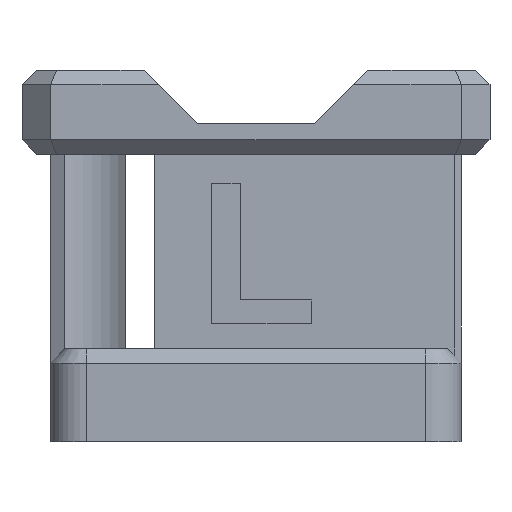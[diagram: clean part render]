
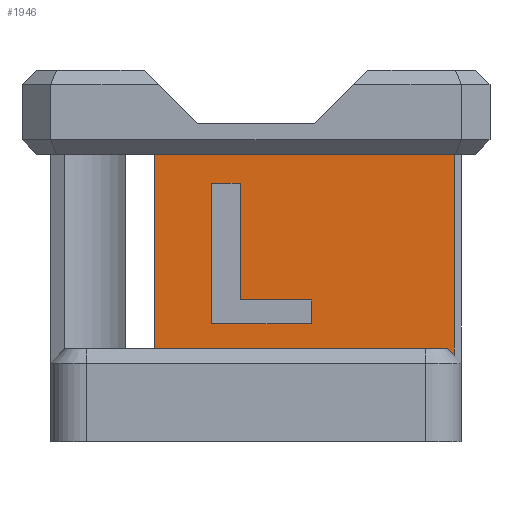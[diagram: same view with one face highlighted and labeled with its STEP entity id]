
A CAD part, left-side view. The second image highlights one B-rep face of the part: STEP entity #1946.
In plain terms, the highlighted planar face has unit normal (-1, 0, 0).
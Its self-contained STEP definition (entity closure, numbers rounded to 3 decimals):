
#57=FACE_BOUND('',#297,.T.);
#179=FACE_OUTER_BOUND('',#296,.T.);
#296=EDGE_LOOP('',(#1619,#1620,#1621,#1622,#1623));
#297=EDGE_LOOP('',(#1624,#1625,#1626,#1627,#1628,#1629));
#340=LINE('',#2678,#567);
#344=LINE('',#2686,#571);
#347=LINE('',#2692,#574);
#350=LINE('',#2698,#577);
#353=LINE('',#2704,#580);
#356=LINE('',#2709,#583);
#432=LINE('',#2916,#659);
#496=LINE('',#3105,#723);
#510=LINE('',#3136,#737);
#527=LINE('',#3166,#754);
#528=LINE('',#3168,#755);
#567=VECTOR('',#2149,10.);
#571=VECTOR('',#2155,10.);
#574=VECTOR('',#2160,10.);
#577=VECTOR('',#2165,10.);
#580=VECTOR('',#2170,10.);
#583=VECTOR('',#2175,10.);
#659=VECTOR('',#2351,10.);
#723=VECTOR('',#2495,10.);
#737=VECTOR('',#2525,10.);
#754=VECTOR('',#2546,10.);
#755=VECTOR('',#2549,10.);
#794=VERTEX_POINT('',#2676);
#795=VERTEX_POINT('',#2677);
#798=VERTEX_POINT('',#2685);
#800=VERTEX_POINT('',#2691);
#802=VERTEX_POINT('',#2697);
#804=VERTEX_POINT('',#2703);
#881=VERTEX_POINT('',#2913);
#882=VERTEX_POINT('',#2915);
#923=VERTEX_POINT('',#3102);
#924=VERTEX_POINT('',#3104);
#933=VERTEX_POINT('',#3134);
#967=EDGE_CURVE('',#794,#795,#340,.T.);
#971=EDGE_CURVE('',#798,#794,#344,.T.);
#974=EDGE_CURVE('',#800,#798,#347,.T.);
#977=EDGE_CURVE('',#802,#800,#350,.T.);
#980=EDGE_CURVE('',#804,#802,#353,.T.);
#983=EDGE_CURVE('',#795,#804,#356,.T.);
#1082=EDGE_CURVE('',#881,#882,#432,.T.);
#1159=EDGE_CURVE('',#924,#923,#496,.T.);
#1176=EDGE_CURVE('',#933,#923,#510,.T.);
#1193=EDGE_CURVE('',#924,#881,#527,.T.);
#1194=EDGE_CURVE('',#933,#882,#528,.T.);
#1619=ORIENTED_EDGE('',*,*,#1193,.F.);
#1620=ORIENTED_EDGE('',*,*,#1159,.T.);
#1621=ORIENTED_EDGE('',*,*,#1176,.F.);
#1622=ORIENTED_EDGE('',*,*,#1194,.T.);
#1623=ORIENTED_EDGE('',*,*,#1082,.F.);
#1624=ORIENTED_EDGE('',*,*,#967,.T.);
#1625=ORIENTED_EDGE('',*,*,#983,.T.);
#1626=ORIENTED_EDGE('',*,*,#980,.T.);
#1627=ORIENTED_EDGE('',*,*,#977,.T.);
#1628=ORIENTED_EDGE('',*,*,#974,.T.);
#1629=ORIENTED_EDGE('',*,*,#971,.T.);
#1851=PLANE('',#2101);
#1946=ADVANCED_FACE('',(#179,#57),#1851,.F.);
#2101=AXIS2_PLACEMENT_3D('',#3167,#2547,#2548);
#2149=DIRECTION('',(0.,1.,0.));
#2155=DIRECTION('',(0.,0.,-1.));
#2160=DIRECTION('',(0.,-1.,0.));
#2165=DIRECTION('',(0.,0.,-1.));
#2170=DIRECTION('',(0.,-1.,0.));
#2175=DIRECTION('',(0.,0.,1.));
#2351=DIRECTION('',(0.,0.707,0.707));
#2495=DIRECTION('',(0.,1.,0.));
#2525=DIRECTION('',(0.,0.,1.));
#2546=DIRECTION('',(0.,0.,-1.));
#2547=DIRECTION('center_axis',(1.,0.,0.));
#2548=DIRECTION('ref_axis',(0.,1.,0.));
#2549=DIRECTION('',(0.,-1.,0.));
#2676=CARTESIAN_POINT('',(-30.,-7.747,16.5));
#2677=CARTESIAN_POINT('',(-30.,6.218,16.5));
#2678=CARTESIAN_POINT('',(-30.,-18.248,16.5));
#2685=CARTESIAN_POINT('',(-30.,-7.747,19.842));
#2686=CARTESIAN_POINT('',(-30.,-7.747,16.421));
#2691=CARTESIAN_POINT('',(-30.,2.212,19.842));
#2692=CARTESIAN_POINT('',(-30.,-13.269,19.842));
#2697=CARTESIAN_POINT('',(-30.,2.212,36.175));
#2698=CARTESIAN_POINT('',(-30.,2.212,24.588));
#2703=CARTESIAN_POINT('',(-30.,6.218,36.175));
#2704=CARTESIAN_POINT('',(-30.,-11.266,36.175));
#2709=CARTESIAN_POINT('',(-30.,6.218,14.75));
#2913=CARTESIAN_POINT('',(-30.,-27.75,12.));
#2915=CARTESIAN_POINT('',(-30.,-26.75,13.));
#2916=CARTESIAN_POINT('',(-30.,-28.75,11.));
#3102=CARTESIAN_POINT('',(-30.,14.2,40.25));
#3104=CARTESIAN_POINT('',(-30.,-27.75,40.25));
#3105=CARTESIAN_POINT('',(-30.,28.75,40.25));
#3134=CARTESIAN_POINT('',(-30.,14.2,13.));
#3136=CARTESIAN_POINT('',(-30.,14.2,13.));
#3166=CARTESIAN_POINT('',(-30.,-27.75,6.5));
#3167=CARTESIAN_POINT('Origin',(-30.,-28.75,13.));
#3168=CARTESIAN_POINT('',(-30.,28.75,13.));
